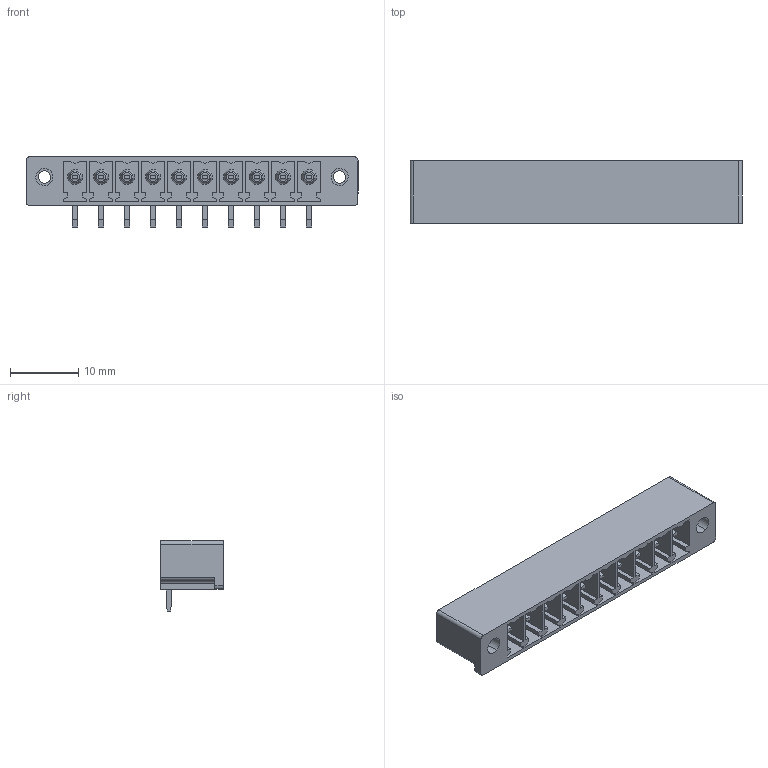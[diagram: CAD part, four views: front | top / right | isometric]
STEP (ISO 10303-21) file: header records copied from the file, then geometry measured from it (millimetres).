
FILE_DESCRIPTION(('CATIA V5 STEP Exchange','CAx-IF Rec.Pracs.--- Model Styling and Organization---1.2---2011-12-15'),'2;1');
FILE_NAME ('D1447443_0', '2018-10-12T04:42:16+00:00', ('none'), ('Weidmueller'), 'CATIA Version 5-6 Release 2014', 'CATIA V5 STEP AP214', 'none');
FILE_SCHEMA(('AUTOMOTIVE_DESIGN { 1 0 10303 214 1 1 1 1 }'));
Length unit declared in the file: millimetre
Products named in the file (1): 1038140000
Bounding box: 48.69 x 9.2 x 10.3 mm (x, y, z)
Volume: 1552.4 mm3; surface area: 4132.1 mm2
Topology: 11 solids, 11 shells, 668 faces, 1848 edges, 1224 vertices
Faces by surface type: plane 578, cylinder 46, cone 24, torus 20
Entity records: 19482 total; most frequent: ORIENTED_EDGE 3696, CARTESIAN_POINT 3460, DIRECTION 2622, EDGE_CURVE 1848, VECTOR 1672, LINE 1672, VERTEX_POINT 1224, EDGE_LOOP 714
